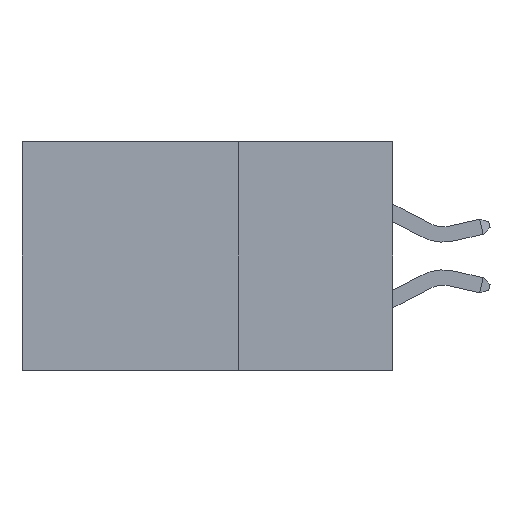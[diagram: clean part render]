
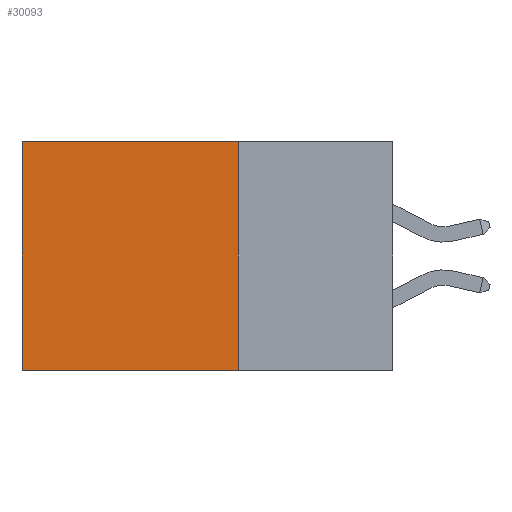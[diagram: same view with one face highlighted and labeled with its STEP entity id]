
A CAD part, left-side view. The second image highlights one B-rep face of the part: STEP entity #30093.
In plain terms, the highlighted planar face has unit normal (-1, 0, 0).
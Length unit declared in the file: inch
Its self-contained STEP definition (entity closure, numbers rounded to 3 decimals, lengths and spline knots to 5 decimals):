
#530 = EDGE_CURVE ( 'NONE', #5268, #39629, #42111, .T. ) ;
#2454 = ORIENTED_EDGE ( 'NONE', *, *, #31140, .T. ) ;
#4957 = DIRECTION ( 'NONE',  ( 0., 0., -1. ) ) ;
#5268 = VERTEX_POINT ( 'NONE', #26218 ) ;
#6133 = PLANE ( 'NONE',  #18064 ) ;
#8467 = VECTOR ( 'NONE', #4957, 39.37008 ) ;
#9933 = VERTEX_POINT ( 'NONE', #33308 ) ;
#11290 = CARTESIAN_POINT ( 'NONE',  ( 0.2875, 0.6, 0. ) ) ;
#11821 = FACE_OUTER_BOUND ( 'NONE', #13342, .T. ) ;
#12333 = CARTESIAN_POINT ( 'NONE',  ( 0.2875, 0.25, 0. ) ) ;
#13175 = CARTESIAN_POINT ( 'NONE',  ( 0.2875, 0.25, 0. ) ) ;
#13317 = VECTOR ( 'NONE', #27919, 39.37008 ) ;
#13342 = EDGE_LOOP ( 'NONE', ( #2454, #33132, #20829, #40613 ) ) ;
#13403 = VECTOR ( 'NONE', #17521, 39.37008 ) ;
#14055 = CARTESIAN_POINT ( 'NONE',  ( 0.2875, 0.25, 0. ) ) ;
#16429 = EDGE_CURVE ( 'NONE', #5268, #37151, #34691, .T. ) ;
#16738 = DIRECTION ( 'NONE',  ( 1., 0., 0. ) ) ;
#17521 = DIRECTION ( 'NONE',  ( 0., 1., 0. ) ) ;
#18064 = AXIS2_PLACEMENT_3D ( 'NONE', #13175, #16738, #37183 ) ;
#20691 = CARTESIAN_POINT ( 'NONE',  ( 0.2875, 0.25, -0.37 ) ) ;
#20829 = ORIENTED_EDGE ( 'NONE', *, *, #16429, .F. ) ;
#25008 = LINE ( 'NONE', #39113, #8467 ) ;
#26218 = CARTESIAN_POINT ( 'NONE',  ( 0.2875, 0.25, 0. ) ) ;
#27161 = VECTOR ( 'NONE', #32467, 39.37008 ) ;
#27919 = DIRECTION ( 'NONE',  ( 0., 0., -1. ) ) ;
#30093 = ADVANCED_FACE ( 'NONE', ( #11821 ), #6133, .F. ) ;
#31140 = EDGE_CURVE ( 'NONE', #39629, #9933, #25008, .T. ) ;
#32467 = DIRECTION ( 'NONE',  ( 0., 1., 0. ) ) ;
#33132 = ORIENTED_EDGE ( 'NONE', *, *, #40206, .F. ) ;
#33308 = CARTESIAN_POINT ( 'NONE',  ( 0.2875, 0.6, -0.37 ) ) ;
#34266 = CARTESIAN_POINT ( 'NONE',  ( 0.2875, 0.25, -0.37 ) ) ;
#34691 = LINE ( 'NONE', #14055, #13317 ) ;
#37151 = VERTEX_POINT ( 'NONE', #20691 ) ;
#37183 = DIRECTION ( 'NONE',  ( 0., 0., -1. ) ) ;
#39113 = CARTESIAN_POINT ( 'NONE',  ( 0.2875, 0.6, 0. ) ) ;
#39629 = VERTEX_POINT ( 'NONE', #11290 ) ;
#40206 = EDGE_CURVE ( 'NONE', #37151, #9933, #41210, .T. ) ;
#40613 = ORIENTED_EDGE ( 'NONE', *, *, #530, .T. ) ;
#41210 = LINE ( 'NONE', #34266, #13403 ) ;
#42111 = LINE ( 'NONE', #12333, #27161 ) ;
